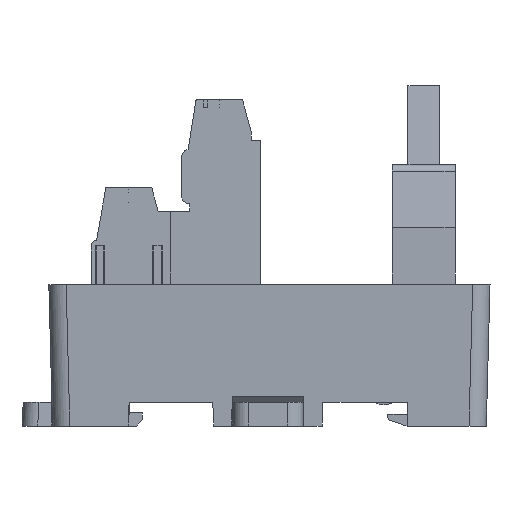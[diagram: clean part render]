
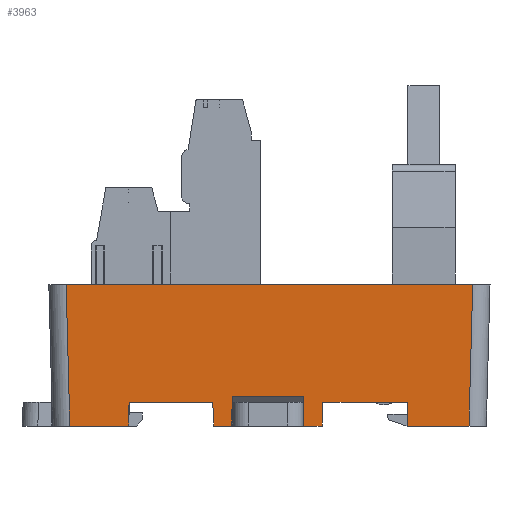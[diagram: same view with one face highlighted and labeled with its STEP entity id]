
A CAD part, left-side view. The second image highlights one B-rep face of the part: STEP entity #3963.
In plain terms, the highlighted planar face has unit normal (-1, 0, -0.026).
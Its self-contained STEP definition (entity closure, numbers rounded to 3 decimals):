
#2059=FACE_OUTER_BOUND('',#8542,.T.);
#3963=ADVANCED_FACE('',(#2059),#5970,.T.);
#5970=PLANE('',#37994);
#8542=EDGE_LOOP('',(#11317,#11318,#11319,#11320,#11321,#11322,#11323,#11324,
#11325,#11326,#11327,#11328,#11329,#11330,#11331,#11332));
#11317=ORIENTED_EDGE('',*,*,#24965,.T.);
#11318=ORIENTED_EDGE('',*,*,#24966,.T.);
#11319=ORIENTED_EDGE('',*,*,#24967,.T.);
#11320=ORIENTED_EDGE('',*,*,#24968,.F.);
#11321=ORIENTED_EDGE('',*,*,#24969,.T.);
#11322=ORIENTED_EDGE('',*,*,#24970,.T.);
#11323=ORIENTED_EDGE('',*,*,#24971,.F.);
#11324=ORIENTED_EDGE('',*,*,#24908,.T.);
#11325=ORIENTED_EDGE('',*,*,#24972,.F.);
#11326=ORIENTED_EDGE('',*,*,#24973,.T.);
#11327=ORIENTED_EDGE('',*,*,#24974,.F.);
#11328=ORIENTED_EDGE('',*,*,#24975,.T.);
#11329=ORIENTED_EDGE('',*,*,#24976,.F.);
#11330=ORIENTED_EDGE('',*,*,#24977,.T.);
#11331=ORIENTED_EDGE('',*,*,#24978,.T.);
#11332=ORIENTED_EDGE('',*,*,#24894,.T.);
#21406=VERTEX_POINT('',#50921);
#21407=VERTEX_POINT('',#50923);
#21420=VERTEX_POINT('',#50949);
#21421=VERTEX_POINT('',#50951);
#21475=VERTEX_POINT('',#51067);
#21476=VERTEX_POINT('',#51069);
#21477=VERTEX_POINT('',#51071);
#21478=VERTEX_POINT('',#51073);
#21479=VERTEX_POINT('',#51075);
#21480=VERTEX_POINT('',#51077);
#21481=VERTEX_POINT('',#51080);
#21482=VERTEX_POINT('',#51082);
#21483=VERTEX_POINT('',#51084);
#21484=VERTEX_POINT('',#51086);
#21485=VERTEX_POINT('',#51088);
#21486=VERTEX_POINT('',#51090);
#24894=EDGE_CURVE('',#21407,#21406,#30008,.T.);
#24908=EDGE_CURVE('',#21421,#21420,#30020,.T.);
#24965=EDGE_CURVE('',#21406,#21475,#30077,.T.);
#24966=EDGE_CURVE('',#21475,#21476,#30078,.T.);
#24967=EDGE_CURVE('',#21476,#21477,#30079,.T.);
#24968=EDGE_CURVE('',#21478,#21477,#30080,.T.);
#24969=EDGE_CURVE('',#21478,#21479,#30081,.T.);
#24970=EDGE_CURVE('',#21479,#21480,#30082,.T.);
#24971=EDGE_CURVE('',#21421,#21480,#30083,.T.);
#24972=EDGE_CURVE('',#21481,#21420,#30084,.T.);
#24973=EDGE_CURVE('',#21481,#21482,#30085,.T.);
#24974=EDGE_CURVE('',#21483,#21482,#30086,.T.);
#24975=EDGE_CURVE('',#21483,#21484,#30087,.T.);
#24976=EDGE_CURVE('',#21485,#21484,#30088,.T.);
#24977=EDGE_CURVE('',#21485,#21486,#30089,.T.);
#24978=EDGE_CURVE('',#21486,#21407,#30090,.T.);
#30008=LINE('',#50922,#34089);
#30020=LINE('',#50950,#34101);
#30077=LINE('',#51066,#34158);
#30078=LINE('',#51068,#34159);
#30079=LINE('',#51070,#34160);
#30080=LINE('',#51072,#34161);
#30081=LINE('',#51074,#34162);
#30082=LINE('',#51076,#34163);
#30083=LINE('',#51078,#34164);
#30084=LINE('',#51079,#34165);
#30085=LINE('',#51081,#34166);
#30086=LINE('',#51083,#34167);
#30087=LINE('',#51085,#34168);
#30088=LINE('',#51087,#34169);
#30089=LINE('',#51089,#34170);
#30090=LINE('',#51091,#34171);
#34089=VECTOR('',#41006,1.);
#34101=VECTOR('',#41022,1.);
#34158=VECTOR('',#41089,1.);
#34159=VECTOR('',#41090,1.);
#34160=VECTOR('',#41091,1.);
#34161=VECTOR('',#41092,1.);
#34162=VECTOR('',#41093,1.);
#34163=VECTOR('',#41094,1.);
#34164=VECTOR('',#41095,1.);
#34165=VECTOR('',#41096,1.);
#34166=VECTOR('',#41097,1.);
#34167=VECTOR('',#41098,1.);
#34168=VECTOR('',#41099,1.);
#34169=VECTOR('',#41100,1.);
#34170=VECTOR('',#41101,1.);
#34171=VECTOR('',#41102,1.);
#37994=AXIS2_PLACEMENT_3D('',#51092,#41103,#41104);
#41006=DIRECTION('',(0.,-1.,0.));
#41022=DIRECTION('',(0.,-1.,0.));
#41089=DIRECTION('',(0.026,-0.017,-1.));
#41090=DIRECTION('',(0.,-1.,0.));
#41091=DIRECTION('',(-0.026,-0.026,0.999));
#41092=DIRECTION('',(0.,-1.,0.));
#41093=DIRECTION('',(0.026,-0.026,-0.999));
#41094=DIRECTION('',(0.,-1.,0.));
#41095=DIRECTION('',(0.026,0.017,-1.));
#41096=DIRECTION('',(-0.026,0.035,0.999));
#41097=DIRECTION('',(0.,-1.,0.));
#41098=DIRECTION('',(0.026,0.009,-1.));
#41099=DIRECTION('',(0.,-1.,0.));
#41100=DIRECTION('',(-0.026,0.009,1.));
#41101=DIRECTION('',(0.,-1.,0.));
#41102=DIRECTION('',(-0.026,-0.035,0.999));
#41103=DIRECTION('',(-1.,0.,-0.026));
#41104=DIRECTION('',(-0.026,0.,1.));
#50921=CARTESIAN_POINT('',(-277.572,-17.55,-15.));
#50922=CARTESIAN_POINT('',(-277.572,0.2,-15.));
#50923=CARTESIAN_POINT('',(-277.572,-6.8,-15.));
#50949=CARTESIAN_POINT('',(-277.572,7.2,-15.));
#50950=CARTESIAN_POINT('',(-277.572,0.2,-15.));
#50951=CARTESIAN_POINT('',(-277.572,17.85,-15.));
#51066=CARTESIAN_POINT('',(-277.972,-17.283,0.294));
#51067=CARTESIAN_POINT('',(-277.493,-17.602,-18.));
#51068=CARTESIAN_POINT('',(-277.493,-0.3,-18.));
#51069=CARTESIAN_POINT('',(-277.493,-25.379,-18.));
#51070=CARTESIAN_POINT('',(-277.947,-25.833,-0.66));
#51071=CARTESIAN_POINT('',(-277.964,-25.851,0.));
#51072=CARTESIAN_POINT('',(-277.964,-0.3,0.));
#51073=CARTESIAN_POINT('',(-277.964,25.851,0.));
#51074=CARTESIAN_POINT('',(-277.947,25.833,-0.66));
#51075=CARTESIAN_POINT('',(-277.493,25.379,-18.));
#51076=CARTESIAN_POINT('',(-277.493,0.2,-18.));
#51077=CARTESIAN_POINT('',(-277.493,17.902,-18.));
#51078=CARTESIAN_POINT('',(-277.54,17.871,-16.204));
#51079=CARTESIAN_POINT('',(-277.54,7.158,-16.202));
#51080=CARTESIAN_POINT('',(-277.493,7.095,-18.));
#51081=CARTESIAN_POINT('',(-277.493,0.2,-18.));
#51082=CARTESIAN_POINT('',(-277.493,4.776,-18.));
#51083=CARTESIAN_POINT('',(-277.966,4.619,0.04));
#51084=CARTESIAN_POINT('',(-277.591,4.744,-14.274));
#51085=CARTESIAN_POINT('',(-277.591,-209.245,-14.274));
#51086=CARTESIAN_POINT('',(-277.591,-4.344,-14.274));
#51087=CARTESIAN_POINT('',(-277.965,-4.219,0.032));
#51088=CARTESIAN_POINT('',(-277.493,-4.376,-18.));
#51089=CARTESIAN_POINT('',(-277.493,0.2,-18.));
#51090=CARTESIAN_POINT('',(-277.493,-6.695,-18.));
#51091=CARTESIAN_POINT('',(-277.958,-7.315,-0.247));
#51092=CARTESIAN_POINT('',(-277.964,-0.3,-0.003));
